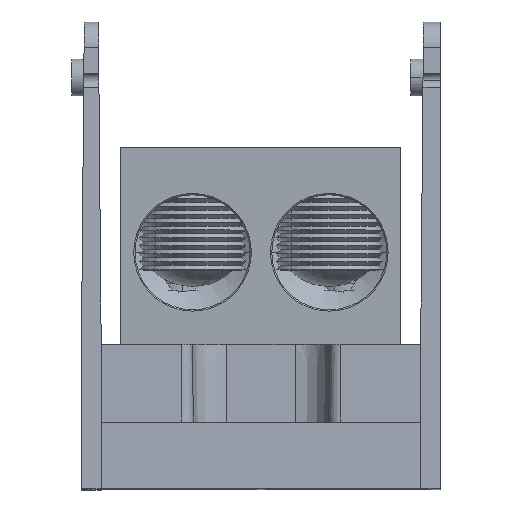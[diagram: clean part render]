
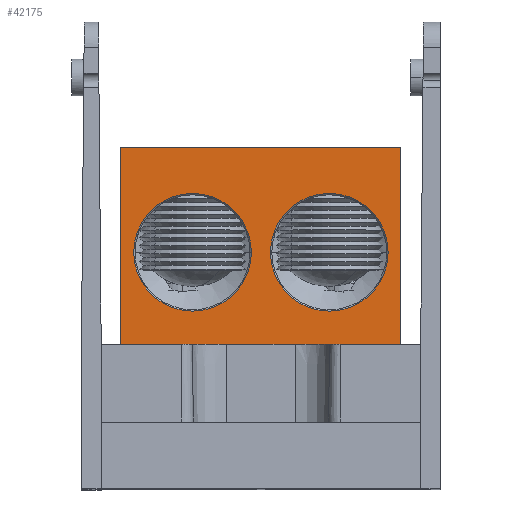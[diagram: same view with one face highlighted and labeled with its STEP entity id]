
A CAD part, top view. The second image highlights one B-rep face of the part: STEP entity #42175.
In plain terms, the highlighted planar face has unit normal (0, 0, 1).
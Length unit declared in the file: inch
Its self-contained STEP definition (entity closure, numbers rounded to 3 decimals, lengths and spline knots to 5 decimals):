
#696 = ORIENTED_EDGE ( 'NONE', *, *, #11059, .F. ) ;
#1073 = DIRECTION ( 'NONE',  ( -1., 0., 0. ) ) ;
#2275 = PLANE ( 'NONE',  #6689 ) ;
#2326 = CIRCLE ( 'NONE', #4817, 0.4475 ) ;
#3112 = CARTESIAN_POINT ( 'NONE',  ( 1.065, 1.1, 1.75 ) ) ;
#3848 = DIRECTION ( 'NONE',  ( -1., 0., 0. ) ) ;
#4566 = DIRECTION ( 'NONE',  ( 0., 0., -1. ) ) ;
#4608 = FACE_OUTER_BOUND ( 'NONE', #7385, .T. ) ;
#4817 = AXIS2_PLACEMENT_3D ( 'NONE', #27496, #4566, #31349 ) ;
#5242 = LINE ( 'NONE', #35556, #34589 ) ;
#5948 = CARTESIAN_POINT ( 'NONE',  ( -1.065, 1.1, 1.75 ) ) ;
#5978 = EDGE_CURVE ( 'NONE', #33452, #6825, #5242, .T. ) ;
#6562 = CARTESIAN_POINT ( 'NONE',  ( -1.065, 1.1, 1.75 ) ) ;
#6689 = AXIS2_PLACEMENT_3D ( 'NONE', #44669, #21716, #48475 ) ;
#6825 = VERTEX_POINT ( 'NONE', #28811 ) ;
#7008 = DIRECTION ( 'NONE',  ( 0., -1., 0. ) ) ;
#7385 = EDGE_LOOP ( 'NONE', ( #48273, #696, #8966, #25059 ) ) ;
#7848 = EDGE_CURVE ( 'NONE', #13521, #12287, #46089, .T. ) ;
#8966 = ORIENTED_EDGE ( 'NONE', *, *, #12405, .F. ) ;
#8989 = EDGE_LOOP ( 'NONE', ( #38250, #48551 ) ) ;
#9502 = EDGE_CURVE ( 'NONE', #43428, #30841, #32672, .T. ) ;
#10211 = EDGE_CURVE ( 'NONE', #6825, #42772, #18218, .T. ) ;
#11059 = EDGE_CURVE ( 'NONE', #11652, #42772, #12119, .T. ) ;
#11652 = VERTEX_POINT ( 'NONE', #14009 ) ;
#12119 = LINE ( 'NONE', #19136, #31252 ) ;
#12287 = VERTEX_POINT ( 'NONE', #29153 ) ;
#12405 = EDGE_CURVE ( 'NONE', #33452, #11652, #45875, .T. ) ;
#13521 = VERTEX_POINT ( 'NONE', #19389 ) ;
#13690 = AXIS2_PLACEMENT_3D ( 'NONE', #38850, #15981, #42694 ) ;
#14009 = CARTESIAN_POINT ( 'NONE',  ( 1.065, 1.1, 1.75 ) ) ;
#15403 = VECTOR ( 'NONE', #7008, 39.37008 ) ;
#15981 = DIRECTION ( 'NONE',  ( 0., 0., -1. ) ) ;
#17043 = DIRECTION ( 'NONE',  ( 0., 0., -1. ) ) ;
#18218 = LINE ( 'NONE', #5948, #28411 ) ;
#18591 = CARTESIAN_POINT ( 'NONE',  ( -0.9675, 1.8, 1.75 ) ) ;
#18616 = ORIENTED_EDGE ( 'NONE', *, *, #9502, .T. ) ;
#19136 = CARTESIAN_POINT ( 'NONE',  ( 1.065, 1.1, 1.75 ) ) ;
#19389 = CARTESIAN_POINT ( 'NONE',  ( 0.0725, 1.8, 1.75 ) ) ;
#19886 = EDGE_CURVE ( 'NONE', #30841, #43428, #2326, .T. ) ;
#20802 = FACE_BOUND ( 'NONE', #8989, .T. ) ;
#21149 = CARTESIAN_POINT ( 'NONE',  ( 1.065, 2.6, 1.75 ) ) ;
#21271 = CIRCLE ( 'NONE', #47015, 0.4475 ) ;
#21716 = DIRECTION ( 'NONE',  ( 0., 0., -1. ) ) ;
#22770 = EDGE_LOOP ( 'NONE', ( #29540, #18616 ) ) ;
#24037 = DIRECTION ( 'NONE',  ( 0., 0., -1. ) ) ;
#24054 = EDGE_CURVE ( 'NONE', #12287, #13521, #21271, .T. ) ;
#25022 = DIRECTION ( 'NONE',  ( 0., -1., 0. ) ) ;
#25059 = ORIENTED_EDGE ( 'NONE', *, *, #5978, .T. ) ;
#27496 = CARTESIAN_POINT ( 'NONE',  ( -0.52, 1.8, 1.75 ) ) ;
#28230 = DIRECTION ( 'NONE',  ( -1., 0., 0. ) ) ;
#28411 = VECTOR ( 'NONE', #25022, 39.37008 ) ;
#28811 = CARTESIAN_POINT ( 'NONE',  ( -1.065, 2.6, 1.75 ) ) ;
#29153 = CARTESIAN_POINT ( 'NONE',  ( 0.9675, 1.8, 1.75 ) ) ;
#29540 = ORIENTED_EDGE ( 'NONE', *, *, #19886, .T. ) ;
#30841 = VERTEX_POINT ( 'NONE', #38211 ) ;
#31252 = VECTOR ( 'NONE', #3848, 39.37008 ) ;
#31349 = DIRECTION ( 'NONE',  ( -1., 0., 0. ) ) ;
#32672 = CIRCLE ( 'NONE', #13690, 0.4475 ) ;
#33452 = VERTEX_POINT ( 'NONE', #21149 ) ;
#33955 = FACE_BOUND ( 'NONE', #22770, .T. ) ;
#34589 = VECTOR ( 'NONE', #28230, 39.37008 ) ;
#35556 = CARTESIAN_POINT ( 'NONE',  ( 1.065, 2.6, 1.75 ) ) ;
#38211 = CARTESIAN_POINT ( 'NONE',  ( -0.0725, 1.8, 1.75 ) ) ;
#38250 = ORIENTED_EDGE ( 'NONE', *, *, #24054, .T. ) ;
#38850 = CARTESIAN_POINT ( 'NONE',  ( -0.52, 1.8, 1.75 ) ) ;
#39913 = CARTESIAN_POINT ( 'NONE',  ( 0.52, 1.8, 1.75 ) ) ;
#42175 = ADVANCED_FACE ( 'NONE', ( #20802, #33955, #4608 ), #2275, .F. ) ;
#42694 = DIRECTION ( 'NONE',  ( -1., 0., 0. ) ) ;
#42772 = VERTEX_POINT ( 'NONE', #6562 ) ;
#43428 = VERTEX_POINT ( 'NONE', #18591 ) ;
#43774 = DIRECTION ( 'NONE',  ( -1., 0., 0. ) ) ;
#44669 = CARTESIAN_POINT ( 'NONE',  ( 1.065, 1.1, 1.75 ) ) ;
#45558 = AXIS2_PLACEMENT_3D ( 'NONE', #39913, #17043, #43774 ) ;
#45875 = LINE ( 'NONE', #3112, #15403 ) ;
#46089 = CIRCLE ( 'NONE', #45558, 0.4475 ) ;
#46987 = CARTESIAN_POINT ( 'NONE',  ( 0.52, 1.8, 1.75 ) ) ;
#47015 = AXIS2_PLACEMENT_3D ( 'NONE', #46987, #24037, #1073 ) ;
#48273 = ORIENTED_EDGE ( 'NONE', *, *, #10211, .T. ) ;
#48475 = DIRECTION ( 'NONE',  ( -1., 0., 0. ) ) ;
#48551 = ORIENTED_EDGE ( 'NONE', *, *, #7848, .T. ) ;
